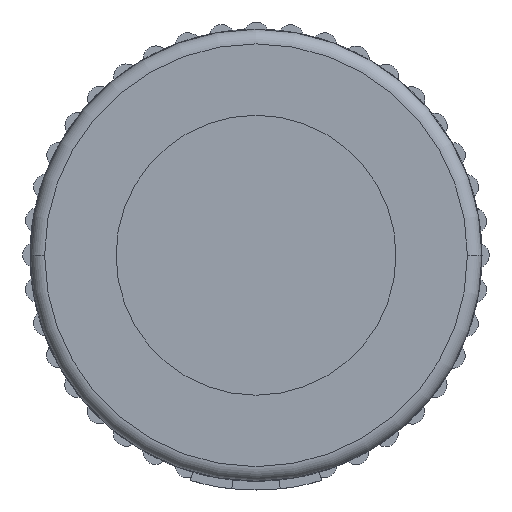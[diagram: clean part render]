
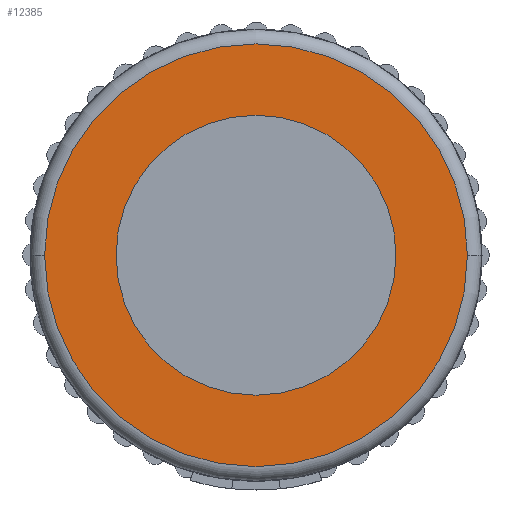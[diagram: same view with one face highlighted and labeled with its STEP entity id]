
A CAD part, front view. The second image highlights one B-rep face of the part: STEP entity #12385.
In plain terms, the highlighted planar face has unit normal (0, -1, 0).
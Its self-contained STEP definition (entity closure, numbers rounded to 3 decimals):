
#202 = AXIS2_PLACEMENT_3D ( 'NONE', #12204, #1224, #14039 ) ;
#1224 = DIRECTION ( 'NONE',  ( 0., -1., 0. ) ) ;
#1267 = CARTESIAN_POINT ( 'NONE',  ( -7.25, -31.4, 0. ) ) ;
#1548 = VERTEX_POINT ( 'NONE', #2481 ) ;
#1881 = EDGE_CURVE ( 'NONE', #1548, #7582, #9695, .T. ) ;
#2481 = CARTESIAN_POINT ( 'NONE',  ( -4.8, -31.4, 0. ) ) ;
#3735 = CARTESIAN_POINT ( 'NONE',  ( 0., -31.4, 0. ) ) ;
#3775 = DIRECTION ( 'NONE',  ( 0., -1., 0. ) ) ;
#3788 = DIRECTION ( 'NONE',  ( 1., 0., 0. ) ) ;
#3888 = CARTESIAN_POINT ( 'NONE',  ( 4.8, -31.4, 0. ) ) ;
#4174 = CIRCLE ( 'NONE', #7635, 7.25 ) ;
#5156 = AXIS2_PLACEMENT_3D ( 'NONE', #6948, #19655, #8751 ) ;
#5435 = CARTESIAN_POINT ( 'NONE',  ( 0., -31.4, 0. ) ) ;
#5686 = VERTEX_POINT ( 'NONE', #18285 ) ;
#6469 = VERTEX_POINT ( 'NONE', #1267 ) ;
#6948 = CARTESIAN_POINT ( 'NONE',  ( 0., -31.4, 0. ) ) ;
#6954 = CIRCLE ( 'NONE', #202, 7.25 ) ;
#7282 = DIRECTION ( 'NONE',  ( 1., 0., 0. ) ) ;
#7582 = VERTEX_POINT ( 'NONE', #3888 ) ;
#7635 = AXIS2_PLACEMENT_3D ( 'NONE', #5435, #18171, #7282 ) ;
#7842 = FACE_BOUND ( 'NONE', #8517, .T. ) ;
#8517 = EDGE_LOOP ( 'NONE', ( #18018, #20856 ) ) ;
#8751 = DIRECTION ( 'NONE',  ( 1., 0., 0. ) ) ;
#9695 = CIRCLE ( 'NONE', #16460, 4.8 ) ;
#10737 = DIRECTION ( 'NONE',  ( 1., 0., 0. ) ) ;
#10877 = EDGE_LOOP ( 'NONE', ( #17996, #17504 ) ) ;
#11177 = EDGE_CURVE ( 'NONE', #5686, #6469, #4174, .T. ) ;
#11805 = CIRCLE ( 'NONE', #5156, 4.8 ) ;
#12204 = CARTESIAN_POINT ( 'NONE',  ( 0., -31.4, 0. ) ) ;
#12385 = ADVANCED_FACE ( 'NONE', ( #17507, #7842 ), #19731, .T. ) ;
#14039 = DIRECTION ( 'NONE',  ( 1., 0., 0. ) ) ;
#15128 = AXIS2_PLACEMENT_3D ( 'NONE', #19804, #21606, #10737 ) ;
#16460 = AXIS2_PLACEMENT_3D ( 'NONE', #3735, #3775, #3788 ) ;
#17504 = ORIENTED_EDGE ( 'NONE', *, *, #21873, .T. ) ;
#17507 = FACE_OUTER_BOUND ( 'NONE', #10877, .T. ) ;
#17996 = ORIENTED_EDGE ( 'NONE', *, *, #11177, .T. ) ;
#18018 = ORIENTED_EDGE ( 'NONE', *, *, #1881, .F. ) ;
#18171 = DIRECTION ( 'NONE',  ( 0., -1., 0. ) ) ;
#18285 = CARTESIAN_POINT ( 'NONE',  ( 7.25, -31.4, 0. ) ) ;
#19655 = DIRECTION ( 'NONE',  ( 0., -1., 0. ) ) ;
#19731 = PLANE ( 'NONE',  #15128 ) ;
#19804 = CARTESIAN_POINT ( 'NONE',  ( 0., -31.4, 0. ) ) ;
#20856 = ORIENTED_EDGE ( 'NONE', *, *, #21950, .F. ) ;
#21606 = DIRECTION ( 'NONE',  ( 0., -1., 0. ) ) ;
#21873 = EDGE_CURVE ( 'NONE', #6469, #5686, #6954, .T. ) ;
#21950 = EDGE_CURVE ( 'NONE', #7582, #1548, #11805, .T. ) ;
